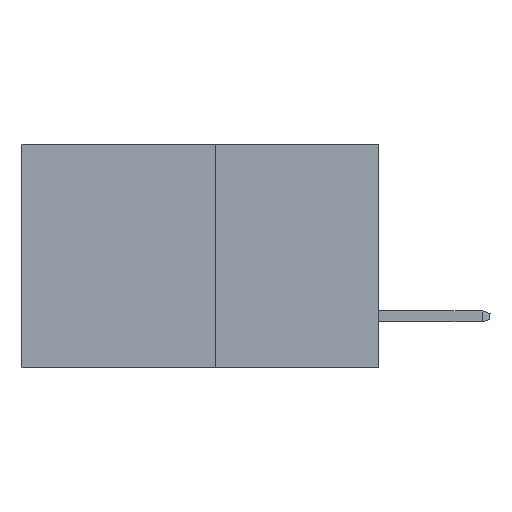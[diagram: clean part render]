
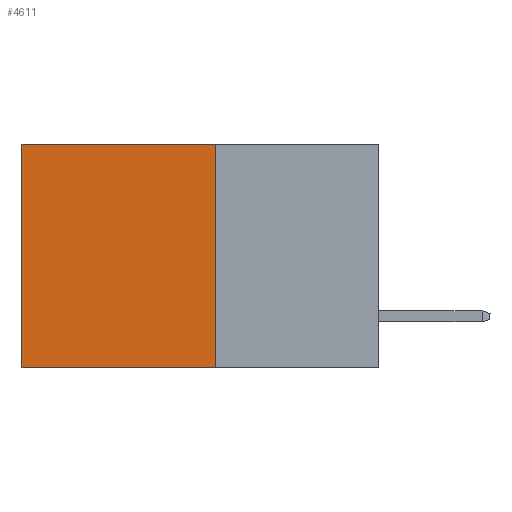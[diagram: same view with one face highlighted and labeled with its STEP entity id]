
A CAD part, left-side view. The second image highlights one B-rep face of the part: STEP entity #4611.
In plain terms, the highlighted planar face has unit normal (-1, 0, 0).
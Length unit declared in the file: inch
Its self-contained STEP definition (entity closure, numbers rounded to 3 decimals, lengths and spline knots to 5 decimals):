
#392 = LINE ( 'NONE', #2745, #10402 ) ;
#494 = DIRECTION ( 'NONE',  ( 1., 0., 0. ) ) ;
#561 = ORIENTED_EDGE ( 'NONE', *, *, #12058, .F. ) ;
#650 = DIRECTION ( 'NONE',  ( 0., 1., 0. ) ) ;
#1050 = LINE ( 'NONE', #7068, #6375 ) ;
#1071 = CARTESIAN_POINT ( 'NONE',  ( 0.277, 0.27, 0. ) ) ;
#1096 = DIRECTION ( 'NONE',  ( 0., 1., 0. ) ) ;
#1350 = AXIS2_PLACEMENT_3D ( 'NONE', #3794, #494, #1838 ) ;
#1838 = DIRECTION ( 'NONE',  ( 0., 0., -1. ) ) ;
#1964 = VERTEX_POINT ( 'NONE', #4993 ) ;
#2032 = DIRECTION ( 'NONE',  ( 0., 0., -1. ) ) ;
#2507 = ORIENTED_EDGE ( 'NONE', *, *, #10201, .T. ) ;
#2573 = VECTOR ( 'NONE', #2032, 39.37008 ) ;
#2745 = CARTESIAN_POINT ( 'NONE',  ( 0.277, 0.27, -0.37 ) ) ;
#3794 = CARTESIAN_POINT ( 'NONE',  ( 0.277, 0.27, -0.37 ) ) ;
#3814 = VERTEX_POINT ( 'NONE', #5118 ) ;
#3957 = FACE_OUTER_BOUND ( 'NONE', #4801, .T. ) ;
#4471 = EDGE_CURVE ( 'NONE', #9956, #1964, #392, .T. ) ;
#4611 = ADVANCED_FACE ( 'NONE', ( #3957 ), #5513, .F. ) ;
#4801 = EDGE_LOOP ( 'NONE', ( #8458, #10072, #561, #2507 ) ) ;
#4889 = LINE ( 'NONE', #6986, #2573 ) ;
#4903 = VECTOR ( 'NONE', #6922, 39.37008 ) ;
#4993 = CARTESIAN_POINT ( 'NONE',  ( 0.277, 0.59, -0.37 ) ) ;
#5118 = CARTESIAN_POINT ( 'NONE',  ( 0.277, 0.59, 0. ) ) ;
#5513 = PLANE ( 'NONE',  #1350 ) ;
#6375 = VECTOR ( 'NONE', #1096, 39.37008 ) ;
#6922 = DIRECTION ( 'NONE',  ( 0., 0., -1. ) ) ;
#6968 = CARTESIAN_POINT ( 'NONE',  ( 0.277, 0.59, -0.37 ) ) ;
#6986 = CARTESIAN_POINT ( 'NONE',  ( 0.277, 0.27, -0.37 ) ) ;
#7008 = VERTEX_POINT ( 'NONE', #1071 ) ;
#7068 = CARTESIAN_POINT ( 'NONE',  ( 0.277, 0.27, 0. ) ) ;
#7463 = LINE ( 'NONE', #6968, #4903 ) ;
#8458 = ORIENTED_EDGE ( 'NONE', *, *, #8670, .T. ) ;
#8670 = EDGE_CURVE ( 'NONE', #3814, #1964, #7463, .T. ) ;
#9956 = VERTEX_POINT ( 'NONE', #10386 ) ;
#10072 = ORIENTED_EDGE ( 'NONE', *, *, #4471, .F. ) ;
#10201 = EDGE_CURVE ( 'NONE', #7008, #3814, #1050, .T. ) ;
#10386 = CARTESIAN_POINT ( 'NONE',  ( 0.277, 0.27, -0.37 ) ) ;
#10402 = VECTOR ( 'NONE', #650, 39.37008 ) ;
#12058 = EDGE_CURVE ( 'NONE', #7008, #9956, #4889, .T. ) ;
